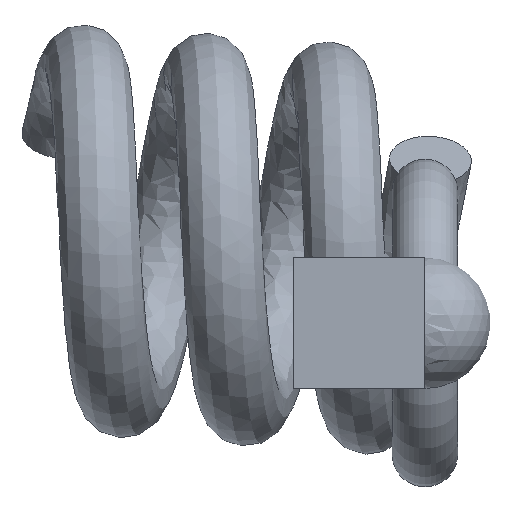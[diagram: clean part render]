
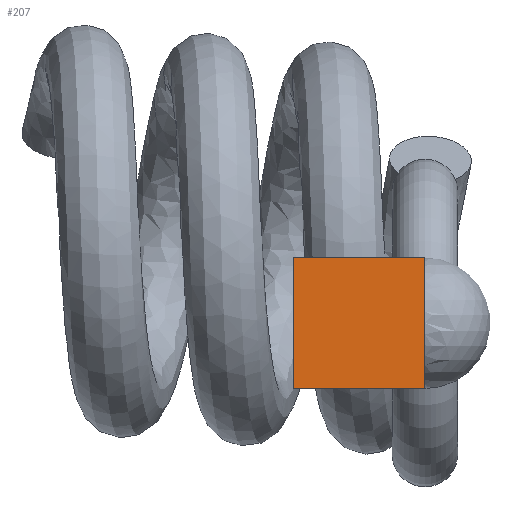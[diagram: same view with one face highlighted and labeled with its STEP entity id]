
A CAD part, left-side view. The second image highlights one B-rep face of the part: STEP entity #207.
In plain terms, the highlighted planar face has unit normal (-1, 0, 0).
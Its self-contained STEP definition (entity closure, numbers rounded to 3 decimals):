
#65=FACE_OUTER_BOUND('',#79,.T.);
#79=EDGE_LOOP('',(#161,#162,#163,#164));
#94=LINE('',#396,#107);
#96=LINE('',#402,#109);
#99=LINE('',#407,#112);
#100=LINE('',#408,#113);
#107=VECTOR('',#320,10.);
#109=VECTOR('',#324,10.);
#112=VECTOR('',#329,10.);
#113=VECTOR('',#330,10.);
#117=VERTEX_POINT('',#389);
#120=VERTEX_POINT('',#394);
#122=VERTEX_POINT('',#399);
#123=VERTEX_POINT('',#401);
#135=EDGE_CURVE('',#120,#117,#94,.T.);
#137=EDGE_CURVE('',#122,#123,#96,.T.);
#140=EDGE_CURVE('',#120,#123,#99,.T.);
#141=EDGE_CURVE('',#117,#122,#100,.T.);
#161=ORIENTED_EDGE('',*,*,#140,.T.);
#162=ORIENTED_EDGE('',*,*,#137,.F.);
#163=ORIENTED_EDGE('',*,*,#141,.F.);
#164=ORIENTED_EDGE('',*,*,#135,.F.);
#197=PLANE('',#284);
#207=ADVANCED_FACE('',(#65),#197,.F.);
#284=AXIS2_PLACEMENT_3D('',#406,#327,#328);
#320=DIRECTION('',(0.,0.,1.));
#324=DIRECTION('',(0.,0.,-1.));
#327=DIRECTION('center_axis',(1.,0.,0.));
#328=DIRECTION('ref_axis',(0.,1.,0.));
#329=DIRECTION('',(0.,-1.,0.));
#330=DIRECTION('',(0.,-1.,0.));
#389=CARTESIAN_POINT('',(20.,20.,40.));
#394=CARTESIAN_POINT('',(20.,20.,20.));
#396=CARTESIAN_POINT('',(20.,20.,30.));
#399=CARTESIAN_POINT('',(20.,0.,40.));
#401=CARTESIAN_POINT('',(20.,0.,20.));
#402=CARTESIAN_POINT('',(20.,0.,30.));
#406=CARTESIAN_POINT('Origin',(20.,10.,30.));
#407=CARTESIAN_POINT('',(20.,10.,20.));
#408=CARTESIAN_POINT('',(20.,10.,40.));
